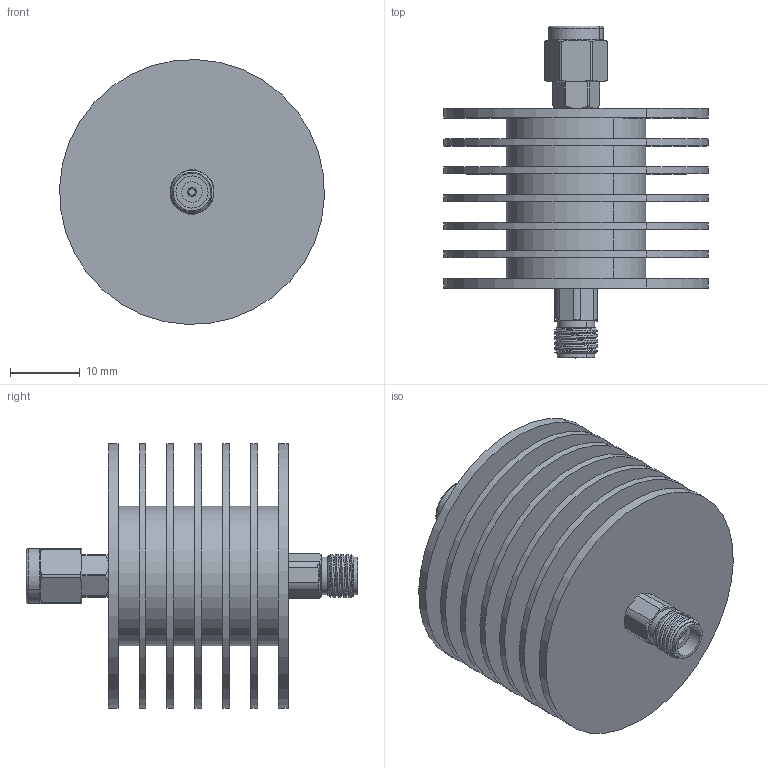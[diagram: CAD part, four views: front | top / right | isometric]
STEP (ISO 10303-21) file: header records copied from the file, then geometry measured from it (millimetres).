
FILE_DESCRIPTION (( 'STEP AP214' ), '1' );
FILE_NAME ('CA-K-9-2.STEP', '2024-09-16T16:31:47', ( '' ), ( '' ), 'SwSTEP 2.0', 'SolidWorks 2021', '' );
FILE_SCHEMA (( 'AUTOMOTIVE_DESIGN' ));
Length unit declared in the file: millimetre
Products named in the file (1): CA-K-9-2
Bounding box: 37.97 x 47.6 x 37.97 mm (x, y, z)
Volume: 15132.1 mm3; surface area: 15062.3 mm2
Topology: 1 solids, 1 shells, 190 faces, 470 edges, 310 vertices
Faces by surface type: cylinder 91, plane 66, cone 25, bspline 6, torus 2
Entity records: 8081 total; most frequent: CARTESIAN_POINT 3611, ORIENTED_EDGE 940, DIRECTION 925, EDGE_CURVE 470, AXIS2_PLACEMENT_3D 373, VERTEX_POINT 310, EDGE_LOOP 218, ADVANCED_FACE 190
